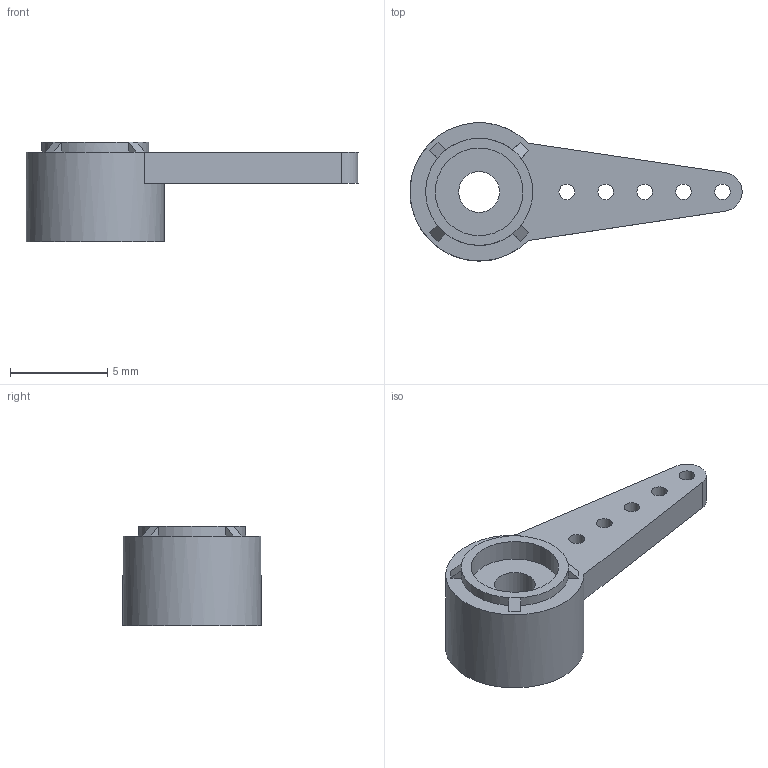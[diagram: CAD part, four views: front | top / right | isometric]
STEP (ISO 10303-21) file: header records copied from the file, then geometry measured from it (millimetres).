
FILE_DESCRIPTION(('FreeCAD Model'),'2;1');
FILE_NAME('Open CASCADE Shape Model','2024-10-10T09:26:14',(''),(''), 'Open CASCADE STEP processor 7.6','FreeCAD','Unknown');
FILE_SCHEMA(('AUTOMOTIVE_DESIGN { 1 0 10303 214 1 1 1 1 }'));
Length unit declared in the file: millimetre
Products named in the file (1): BrasSimple
Bounding box: 17.05 x 7.1 x 5.1 mm (x, y, z)
Volume: 173.9 mm3; surface area: 386.3 mm2
Topology: 1 solids, 1 shells, 96 faces, 277 edges, 186 vertices
Faces by surface type: plane 62, cylinder 34
Full cylindrical faces by diameter (mm): 0.8 x5, 2.1 x1, 4.5 x1, 7.1 x1
Entity records: 6736 total; most frequent: CARTESIAN_POINT 1318, DIRECTION 965, LINE 563, VECTOR 563, ORIENTED_EDGE 554, PCURVE 554, DEFINITIONAL_REPRESENTATION 554, EDGE_CURVE 277
